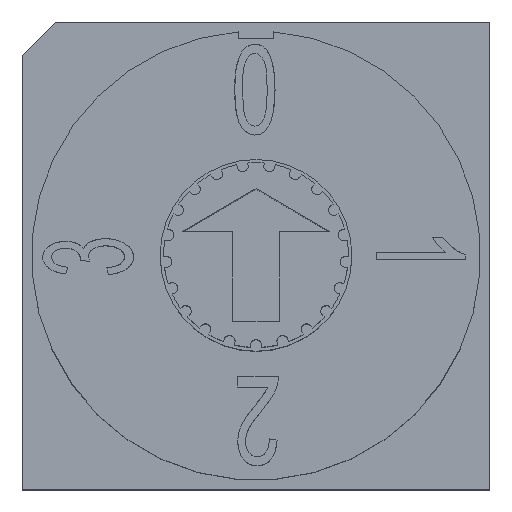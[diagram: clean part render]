
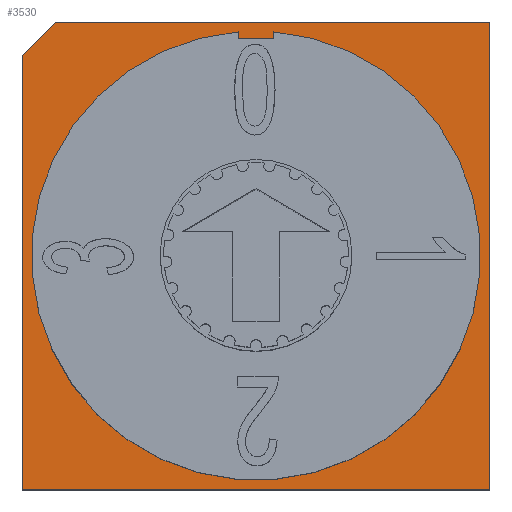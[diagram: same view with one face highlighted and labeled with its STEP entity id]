
A CAD part, top view. The second image highlights one B-rep face of the part: STEP entity #3530.
In plain terms, the highlighted planar face has unit normal (0, 0, 1).
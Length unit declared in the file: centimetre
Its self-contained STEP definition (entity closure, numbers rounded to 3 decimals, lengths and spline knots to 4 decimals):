
#124=FACE_BOUND('',#619,.T.);
#227=PLANE('',#3791);
#415=FACE_OUTER_BOUND('',#618,.T.);
#618=EDGE_LOOP('',(#3257,#3258,#3259,#3260,#3261));
#619=EDGE_LOOP('',(#3262,#3263,#3264,#3265));
#972=LINE('',#6065,#1329);
#974=LINE('',#6069,#1331);
#975=LINE('',#6071,#1332);
#976=LINE('',#6073,#1333);
#977=LINE('',#6074,#1334);
#978=LINE('',#6077,#1335);
#979=LINE('',#6081,#1336);
#980=LINE('',#6082,#1337);
#1329=VECTOR('',#4613,1.);
#1331=VECTOR('',#4617,1.);
#1332=VECTOR('',#4618,1.);
#1333=VECTOR('',#4619,1.);
#1334=VECTOR('',#4620,1.);
#1335=VECTOR('',#4621,1.);
#1336=VECTOR('',#4624,1.);
#1337=VECTOR('',#4625,1.);
#1433=CIRCLE('',#3792,0.48);
#1764=VERTEX_POINT('',#6062);
#1765=VERTEX_POINT('',#6064);
#1766=VERTEX_POINT('',#6068);
#1767=VERTEX_POINT('',#6070);
#1768=VERTEX_POINT('',#6072);
#1769=VERTEX_POINT('',#6075);
#1770=VERTEX_POINT('',#6076);
#1771=VERTEX_POINT('',#6078);
#1772=VERTEX_POINT('',#6080);
#2266=EDGE_CURVE('',#1765,#1764,#972,.T.);
#2268=EDGE_CURVE('',#1766,#1764,#974,.T.);
#2269=EDGE_CURVE('',#1767,#1766,#975,.T.);
#2270=EDGE_CURVE('',#1768,#1767,#976,.T.);
#2271=EDGE_CURVE('',#1765,#1768,#977,.T.);
#2272=EDGE_CURVE('',#1769,#1770,#978,.T.);
#2273=EDGE_CURVE('',#1770,#1771,#1433,.T.);
#2274=EDGE_CURVE('',#1771,#1772,#979,.T.);
#2275=EDGE_CURVE('',#1772,#1769,#980,.T.);
#3257=ORIENTED_EDGE('',*,*,#2266,.T.);
#3258=ORIENTED_EDGE('',*,*,#2268,.F.);
#3259=ORIENTED_EDGE('',*,*,#2269,.F.);
#3260=ORIENTED_EDGE('',*,*,#2270,.F.);
#3261=ORIENTED_EDGE('',*,*,#2271,.F.);
#3262=ORIENTED_EDGE('',*,*,#2272,.T.);
#3263=ORIENTED_EDGE('',*,*,#2273,.T.);
#3264=ORIENTED_EDGE('',*,*,#2274,.T.);
#3265=ORIENTED_EDGE('',*,*,#2275,.T.);
#3530=ADVANCED_FACE('',(#415,#124),#227,.T.);
#3791=AXIS2_PLACEMENT_3D('',#6067,#4615,#4616);
#3792=AXIS2_PLACEMENT_3D('',#6079,#4622,#4623);
#4613=DIRECTION('',(-0.707,-0.707,0.));
#4615=DIRECTION('center_axis',(0.,0.,
1.));
#4616=DIRECTION('ref_axis',(1.,0.,0.));
#4617=DIRECTION('',(0.,1.,0.));
#4618=DIRECTION('',(-1.,0.,0.));
#4619=DIRECTION('',(0.,-1.,0.));
#4620=DIRECTION('',(1.,0.,0.));
#4621=DIRECTION('',(0.,1.,0.));
#4622=DIRECTION('center_axis',(0.,0.,
-1.));
#4623=DIRECTION('ref_axis',(0.079,-0.997,0.));
#4624=DIRECTION('',(0.,-1.,0.));
#4625=DIRECTION('',(1.,0.,0.));
#6062=CARTESIAN_POINT('',(-0.5,0.4293,0.1525));
#6064=CARTESIAN_POINT('',(-0.4293,0.5,0.1525));
#6065=CARTESIAN_POINT('',(-0.4823,0.447,0.1525));
#6067=CARTESIAN_POINT('Origin',(0.,0.,
0.1525));
#6068=CARTESIAN_POINT('',(-0.5,-0.5,0.1525));
#6069=CARTESIAN_POINT('',(-0.5,0.5,0.1525));
#6070=CARTESIAN_POINT('',(0.5,-0.5,0.1525));
#6071=CARTESIAN_POINT('',(-0.5,-0.5,0.1525));
#6072=CARTESIAN_POINT('',(0.5,0.5,0.1525));
#6073=CARTESIAN_POINT('',(0.5,-0.5,0.1525));
#6074=CARTESIAN_POINT('',(0.5,0.5,0.1525));
#6075=CARTESIAN_POINT('',(0.038,0.4644,0.1525));
#6076=CARTESIAN_POINT('',(0.038,0.4785,0.1525));
#6077=CARTESIAN_POINT('',(0.038,0.2322,0.1525));
#6078=CARTESIAN_POINT('',(-0.038,0.4785,0.1525));
#6079=CARTESIAN_POINT('Origin',(0.,0.,
0.1525));
#6080=CARTESIAN_POINT('',(-0.038,0.4644,0.1525));
#6081=CARTESIAN_POINT('',(-0.038,0.2392,0.1525));
#6082=CARTESIAN_POINT('',(-0.019,0.4644,0.1525));
